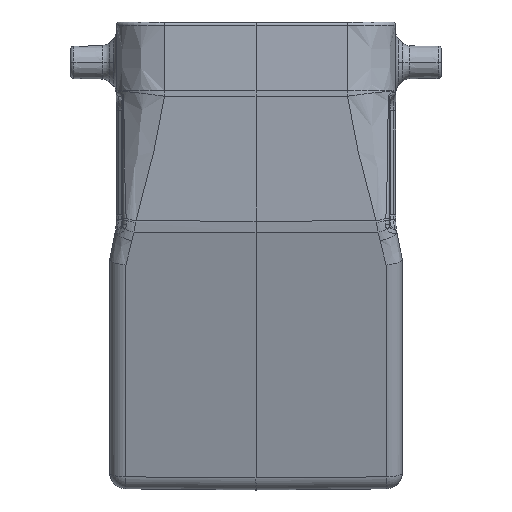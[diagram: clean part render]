
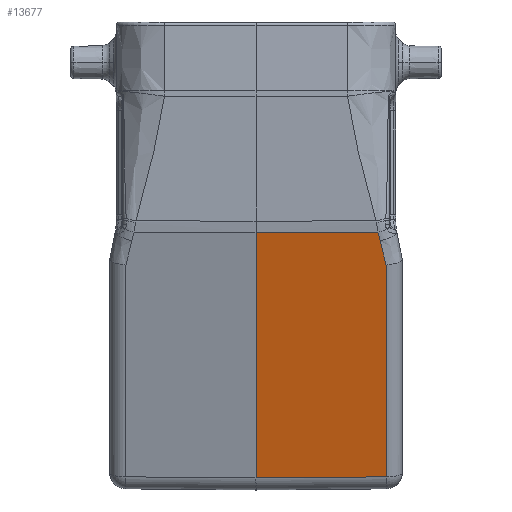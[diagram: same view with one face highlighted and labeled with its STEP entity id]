
A CAD part, left-side view. The second image highlights one B-rep face of the part: STEP entity #13677.
In plain terms, the highlighted planar face has unit normal (-0.966, -0.009, -0.259).
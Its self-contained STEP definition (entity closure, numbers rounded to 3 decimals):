
#561=CARTESIAN_POINT('',(-33.046,-20.022,
-37.395));
#1416=CARTESIAN_POINT('',(-34.418,-18.767,
-32.316));
#1469=DIRECTION('',(0.009,-1.,0.002));
#1470=VECTOR('',#1469,18.768);
#1471=CARTESIAN_POINT('',(-34.58,0.,
-32.345));
#1472=LINE('',#1471,#1470);
#1473=CARTESIAN_POINT('',(-34.418,-18.767,
-32.316));
#1474=CARTESIAN_POINT('',(-34.382,-18.803,
-32.451));
#1475=CARTESIAN_POINT('',(-34.306,-18.871,
-32.732));
#1476=CARTESIAN_POINT('',(-34.179,-18.982,
-33.204));
#1477=CARTESIAN_POINT('',(-34.093,-19.066,
-33.519));
#1478=CARTESIAN_POINT('',(-34.05,-19.115,
-33.678));
#1480=CARTESIAN_POINT('',(-34.05,-19.115,
-33.678));
#1481=CARTESIAN_POINT('',(-33.945,-19.236,
-34.068));
#1482=CARTESIAN_POINT('',(-33.73,-19.463,
-34.863));
#1483=CARTESIAN_POINT('',(-33.399,-19.76,
-36.088));
#1484=CARTESIAN_POINT('',(-33.165,-19.938,
-36.953));
#1485=CARTESIAN_POINT('',(-33.046,-20.022,
-37.395));
#1487=DIRECTION('',(-0.007,1.,-0.009));
#1488=VECTOR('',#1487,20.023);
#1489=CARTESIAN_POINT('',(-24.317,-20.022,
-69.972));
#1490=LINE('',#1489,#1488);
#1491=DIRECTION('',(0.259,0.,-0.966));
#1492=VECTOR('',#1491,39.136);
#1493=CARTESIAN_POINT('',(-34.58,0.,
-32.345));
#1494=LINE('',#1493,#1492);
#5421=DIRECTION('',(-0.259,0.,0.966));
#5422=VECTOR('',#5421,33.727);
#5423=CARTESIAN_POINT('',(-24.317,-20.022,
-69.972));
#5424=LINE('',#5423,#5422);
#9388=VERTEX_POINT('',#561);
#9389=VERTEX_POINT('',#1480);
#10004=VERTEX_POINT('',#1416);
#10011=CARTESIAN_POINT('',(-34.58,0.,
-32.345));
#10012=VERTEX_POINT('',#10011);
#10013=CARTESIAN_POINT('',(-24.451,0.,
-70.147));
#10014=VERTEX_POINT('',#10013);
#10015=CARTESIAN_POINT('',(-24.317,-20.022,
-69.972));
#10016=VERTEX_POINT('',#10015);
#13660=CARTESIAN_POINT('',(-23.955,0.,-72.));
#13661=DIRECTION('',(-0.966,-0.009,-0.259));
#13662=DIRECTION('',(-0.259,0.,0.966));
#13663=AXIS2_PLACEMENT_3D('',#13660,#13661,#13662);
#13664=PLANE('',#13663);
#13666=ORIENTED_EDGE('',*,*,#13665,.F.);
#13667=ORIENTED_EDGE('',*,*,#13652,.T.);
#13669=ORIENTED_EDGE('',*,*,#13668,.T.);
#13670=ORIENTED_EDGE('',*,*,#11967,.T.);
#13672=ORIENTED_EDGE('',*,*,#13671,.F.);
#13674=ORIENTED_EDGE('',*,*,#13673,.T.);
#13675=EDGE_LOOP('',(#13666,#13667,#13669,#13670,#13672,#13674));
#13676=FACE_OUTER_BOUND('',#13675,.F.);
#13677=ADVANCED_FACE('',(#13676),#13664,.T.);
#1479=B_SPLINE_CURVE_WITH_KNOTS('',3,(#1473,#1474,#1475,#1476,#1477,#1478),
.UNSPECIFIED.,.F.,.F.,(4,1,1,4),(0.,0.333,0.667,1.),
.UNSPECIFIED.);
#1486=B_SPLINE_CURVE_WITH_KNOTS('',3,(#1480,#1481,#1482,#1483,#1484,#1485),
.UNSPECIFIED.,.F.,.F.,(4,1,1,4),(0.,0.333,0.667,1.),
.UNSPECIFIED.);
#11967=EDGE_CURVE('',#9389,#9388,#1486,.T.);
#13652=EDGE_CURVE('',#10012,#10004,#1472,.T.);
#13665=EDGE_CURVE('',#10012,#10014,#1494,.T.);
#13668=EDGE_CURVE('',#10004,#9389,#1479,.T.);
#13671=EDGE_CURVE('',#10016,#9388,#5424,.T.);
#13673=EDGE_CURVE('',#10016,#10014,#1490,.T.);
